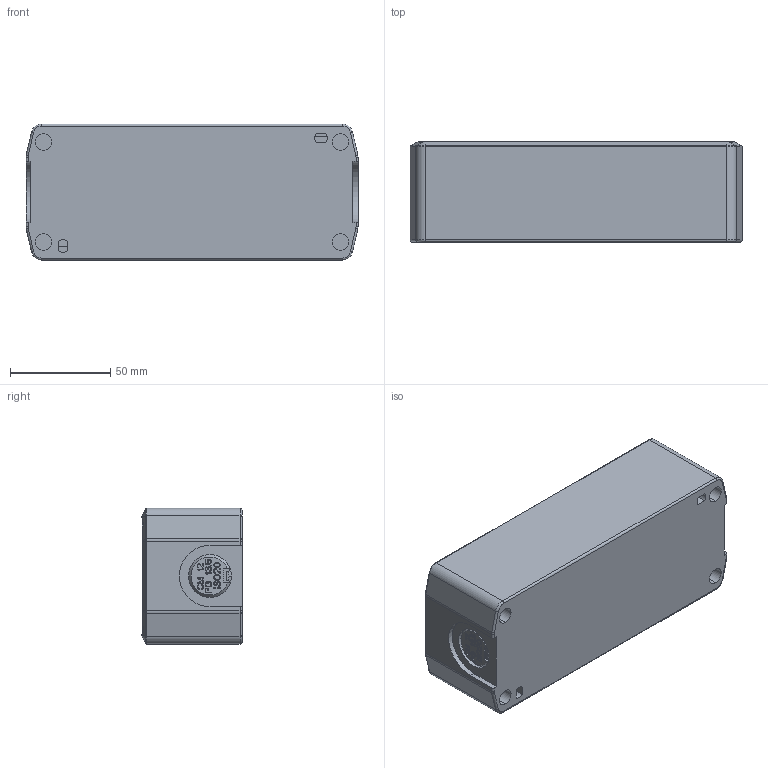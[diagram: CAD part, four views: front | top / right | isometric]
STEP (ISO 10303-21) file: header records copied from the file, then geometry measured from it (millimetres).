
FILE_DESCRIPTION((''),'2;1');
FILE_NAME('4','2023-02-09T',('Administrator'),('zyb.com'),'PRO/ENGINEER BY PARAMETRIC TECHNOLOGY CORPORATION, 2010280','PRO/ENGINEER BY PARAMETRIC TECHNOLOGY CORPORATION, 2010280','');
FILE_SCHEMA(('CONFIG_CONTROL_DESIGN'));
Length unit declared in the file: millimetre
Products named in the file (1): 4
Bounding box: 166 x 50 x 68 mm (x, y, z)
Volume: 235649.5 mm3; surface area: 77931.2 mm2
Topology: 1 solids, 1 shells, 1098 faces, 3086 edges, 2040 vertices
Faces by surface type: plane 994, cylinder 76, torus 16, cone 12
Entity records: 34856 total; most frequent: CARTESIAN_POINT 6300, ORIENTED_EDGE 6172, DIRECTION 5454, EDGE_CURVE 3086, VECTOR 2882, LINE 2882, VERTEX_POINT 2040, AXIS2_PLACEMENT_3D 1286
